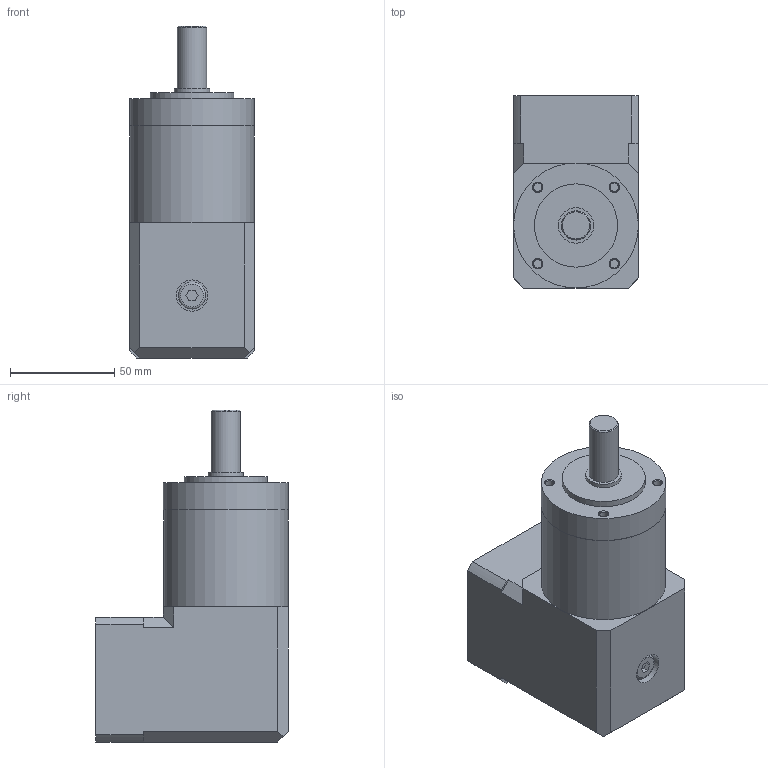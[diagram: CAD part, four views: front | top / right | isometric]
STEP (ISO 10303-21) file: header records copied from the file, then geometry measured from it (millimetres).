
FILE_DESCRIPTION(/* description */ ('STEP AP214'),/* implementation_level */ '2;1');
FILE_NAME(/* name */ '8141740_EMGA-60-A-G20-60P',/* time_stamp */ '2024-08-27T22:23:17+02:00',/* author */ ('License CC BY-ND 4.0'),/* organization */ ('CADENAS'),/* preprocessor_version */ 'ST-DEVELOPER v19.3',/* originating_system */ 'PARTsolutions',/* authorisation */ ' ');
FILE_SCHEMA (('AUTOMOTIVE_DESIGN {1 0 10303 214 3 1 1}'));
Length unit declared in the file: millimetre
Products named in the file (1): 8141740 EMGA-60-A-G20-60P---(high)
Bounding box: 60 x 92.5 x 159.5 mm (x, y, z)
Volume: 497588.8 mm3; surface area: 50586.8 mm2
Topology: 1 solids, 1 shells, 146 faces, 332 edges, 217 vertices
Faces by surface type: plane 99, cylinder 36, cone 9, torus 2
Full cylindrical faces by diameter (mm): 3.242 x4, 4.134 x4, 8.5 x4, 13 x2, 14 x2, 15 x2, 17 x1, 35.2 x1, 40 x1, 59.8 x1, 60 x1
Entity records: 4951 total; most frequent: DIRECTION 691, CARTESIAN_POINT 658, ORIENTED_EDGE 592, EDGE_CURVE 296, AXIS2_PLACEMENT_3D 248, VERTEX_POINT 215, EDGE_LOOP 209, FACE_BOUND 209
